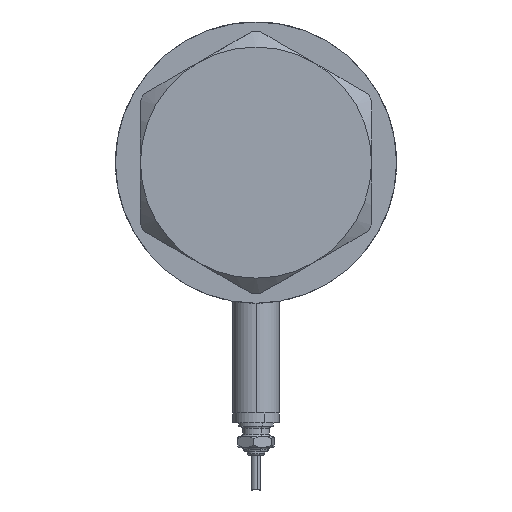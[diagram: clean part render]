
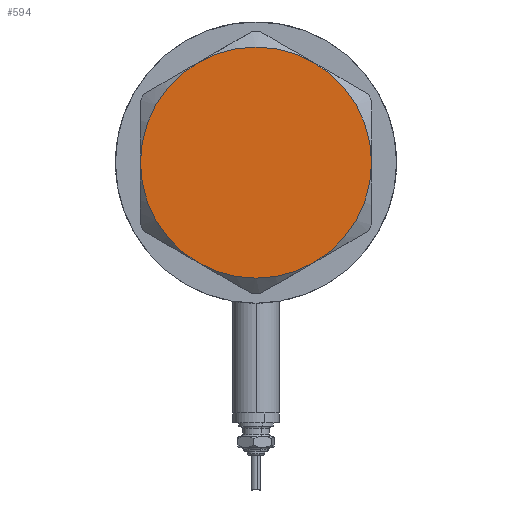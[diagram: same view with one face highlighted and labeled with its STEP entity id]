
A CAD part, left-side view. The second image highlights one B-rep face of the part: STEP entity #594.
In plain terms, the highlighted face is planar.
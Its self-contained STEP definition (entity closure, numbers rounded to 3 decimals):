
#37 = EDGE_CURVE ( 'NONE', #1733, #5540, #2464, .T. ) ;
#227 = AXIS2_PLACEMENT_3D ( 'NONE', #764, #3905, #297 ) ;
#297 = DIRECTION ( 'NONE',  ( 1., 0., 0. ) ) ;
#335 = DIRECTION ( 'NONE',  ( 0., 0., 1. ) ) ;
#406 = EDGE_LOOP ( 'NONE', ( #4609, #1707, #4826, #2868, #2639, #605 ) ) ;
#594 = ADVANCED_FACE ( 'NONE', ( #615 ), #1976, .T. ) ;
#605 = ORIENTED_EDGE ( 'NONE', *, *, #4395, .T. ) ;
#615 = FACE_OUTER_BOUND ( 'NONE', #406, .T. ) ;
#652 = AXIS2_PLACEMENT_3D ( 'NONE', #1915, #1462, #1049 ) ;
#702 = CIRCLE ( 'NONE', #227, 30. ) ;
#764 = CARTESIAN_POINT ( 'NONE',  ( 0., 0., 14.5 ) ) ;
#856 = DIRECTION ( 'NONE',  ( 1., 0., 0. ) ) ;
#1026 = AXIS2_PLACEMENT_3D ( 'NONE', #1218, #335, #3982 ) ;
#1034 = CIRCLE ( 'NONE', #5377, 30. ) ;
#1049 = DIRECTION ( 'NONE',  ( 1., 0., 0. ) ) ;
#1127 = VERTEX_POINT ( 'NONE', #5783 ) ;
#1218 = CARTESIAN_POINT ( 'NONE',  ( 0., 0., 14.5 ) ) ;
#1226 = CARTESIAN_POINT ( 'NONE',  ( 0., 0., 14.5 ) ) ;
#1276 = EDGE_CURVE ( 'NONE', #5828, #4062, #2666, .T. ) ;
#1462 = DIRECTION ( 'NONE',  ( 0., 0., 1. ) ) ;
#1611 = DIRECTION ( 'NONE',  ( 0., 0., 1. ) ) ;
#1648 = VERTEX_POINT ( 'NONE', #5380 ) ;
#1707 = ORIENTED_EDGE ( 'NONE', *, *, #1276, .T. ) ;
#1733 = VERTEX_POINT ( 'NONE', #5033 ) ;
#1811 = CARTESIAN_POINT ( 'NONE',  ( 0., 0., 14.5 ) ) ;
#1842 = CIRCLE ( 'NONE', #5218, 30. ) ;
#1915 = CARTESIAN_POINT ( 'NONE',  ( 0., 0., 14.5 ) ) ;
#1976 = PLANE ( 'NONE',  #652 ) ;
#1987 = DIRECTION ( 'NONE',  ( 0., 0., 1. ) ) ;
#2116 = CARTESIAN_POINT ( 'NONE',  ( 0., 0., 14.5 ) ) ;
#2164 = CARTESIAN_POINT ( 'NONE',  ( -30., 0., 14.5 ) ) ;
#2464 = CIRCLE ( 'NONE', #1026, 30. ) ;
#2468 = DIRECTION ( 'NONE',  ( 1., 0., 0. ) ) ;
#2506 = EDGE_CURVE ( 'NONE', #1127, #5828, #1034, .T. ) ;
#2544 = CARTESIAN_POINT ( 'NONE',  ( 30., 0., 14.5 ) ) ;
#2597 = DIRECTION ( 'NONE',  ( 0., 0., 1. ) ) ;
#2639 = ORIENTED_EDGE ( 'NONE', *, *, #2684, .T. ) ;
#2666 = CIRCLE ( 'NONE', #3707, 30. ) ;
#2684 = EDGE_CURVE ( 'NONE', #5540, #1648, #3652, .T. ) ;
#2868 = ORIENTED_EDGE ( 'NONE', *, *, #37, .T. ) ;
#3258 = DIRECTION ( 'NONE',  ( 1., 0., 0. ) ) ;
#3438 = EDGE_CURVE ( 'NONE', #4062, #1733, #702, .T. ) ;
#3652 = CIRCLE ( 'NONE', #5407, 30. ) ;
#3707 = AXIS2_PLACEMENT_3D ( 'NONE', #1811, #5047, #856 ) ;
#3759 = CARTESIAN_POINT ( 'NONE',  ( 15., 25.981, 14.5 ) ) ;
#3905 = DIRECTION ( 'NONE',  ( 0., 0., 1. ) ) ;
#3982 = DIRECTION ( 'NONE',  ( 1., 0., 0. ) ) ;
#4062 = VERTEX_POINT ( 'NONE', #3759 ) ;
#4395 = EDGE_CURVE ( 'NONE', #1648, #1127, #1842, .T. ) ;
#4609 = ORIENTED_EDGE ( 'NONE', *, *, #2506, .T. ) ;
#4826 = ORIENTED_EDGE ( 'NONE', *, *, #3438, .T. ) ;
#5033 = CARTESIAN_POINT ( 'NONE',  ( -15., 25.981, 14.5 ) ) ;
#5047 = DIRECTION ( 'NONE',  ( 0., 0., 1. ) ) ;
#5218 = AXIS2_PLACEMENT_3D ( 'NONE', #5761, #1611, #5685 ) ;
#5377 = AXIS2_PLACEMENT_3D ( 'NONE', #2116, #2597, #2468 ) ;
#5380 = CARTESIAN_POINT ( 'NONE',  ( -15., -25.981, 14.5 ) ) ;
#5407 = AXIS2_PLACEMENT_3D ( 'NONE', #1226, #1987, #3258 ) ;
#5540 = VERTEX_POINT ( 'NONE', #2164 ) ;
#5685 = DIRECTION ( 'NONE',  ( 1., 0., 0. ) ) ;
#5761 = CARTESIAN_POINT ( 'NONE',  ( 0., 0., 14.5 ) ) ;
#5783 = CARTESIAN_POINT ( 'NONE',  ( 15., -25.981, 14.5 ) ) ;
#5828 = VERTEX_POINT ( 'NONE', #2544 ) ;
